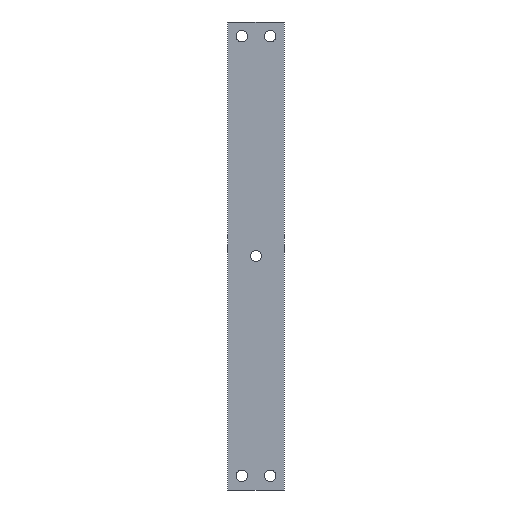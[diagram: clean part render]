
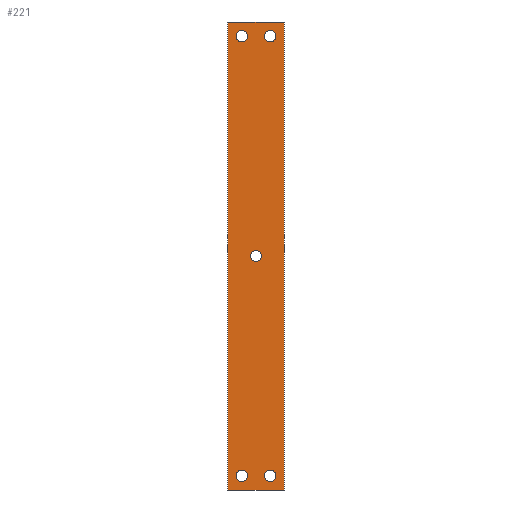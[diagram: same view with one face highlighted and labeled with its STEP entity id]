
A CAD part, front view. The second image highlights one B-rep face of the part: STEP entity #221.
In plain terms, the highlighted planar face has unit normal (0, -1, 0).
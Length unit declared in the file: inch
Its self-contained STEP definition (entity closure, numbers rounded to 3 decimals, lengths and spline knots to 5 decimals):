
#20=FACE_BOUND('',#58,.T.);
#21=FACE_BOUND('',#59,.T.);
#22=FACE_BOUND('',#60,.T.);
#23=FACE_BOUND('',#61,.T.);
#24=FACE_BOUND('',#62,.T.);
#30=PLANE('',#264);
#41=FACE_OUTER_BOUND('',#57,.T.);
#57=EDGE_LOOP('',(#197,#198,#199,#200));
#58=EDGE_LOOP('',(#201));
#59=EDGE_LOOP('',(#202));
#60=EDGE_LOOP('',(#203));
#61=EDGE_LOOP('',(#204));
#62=EDGE_LOOP('',(#205));
#68=LINE('',#360,#85);
#72=LINE('',#368,#89);
#75=LINE('',#374,#92);
#78=LINE('',#379,#95);
#85=VECTOR('',#304,0.3937);
#89=VECTOR('',#310,0.3937);
#92=VECTOR('',#315,0.3937);
#95=VECTOR('',#320,0.3937);
#98=CIRCLE('',#246,0.1);
#100=CIRCLE('',#249,0.1);
#102=CIRCLE('',#252,0.1);
#104=CIRCLE('',#255,0.1);
#106=CIRCLE('',#258,0.1);
#108=VERTEX_POINT('',#330);
#110=VERTEX_POINT('',#336);
#112=VERTEX_POINT('',#342);
#114=VERTEX_POINT('',#348);
#116=VERTEX_POINT('',#354);
#117=VERTEX_POINT('',#358);
#118=VERTEX_POINT('',#359);
#121=VERTEX_POINT('',#367);
#123=VERTEX_POINT('',#373);
#127=EDGE_CURVE('',#108,#108,#98,.T.);
#130=EDGE_CURVE('',#110,#110,#100,.T.);
#133=EDGE_CURVE('',#112,#112,#102,.T.);
#136=EDGE_CURVE('',#114,#114,#104,.T.);
#139=EDGE_CURVE('',#116,#116,#106,.T.);
#140=EDGE_CURVE('',#117,#118,#68,.T.);
#144=EDGE_CURVE('',#121,#117,#72,.T.);
#147=EDGE_CURVE('',#123,#121,#75,.T.);
#150=EDGE_CURVE('',#118,#123,#78,.T.);
#197=ORIENTED_EDGE('',*,*,#150,.F.);
#198=ORIENTED_EDGE('',*,*,#140,.F.);
#199=ORIENTED_EDGE('',*,*,#144,.F.);
#200=ORIENTED_EDGE('',*,*,#147,.F.);
#201=ORIENTED_EDGE('',*,*,#139,.F.);
#202=ORIENTED_EDGE('',*,*,#136,.F.);
#203=ORIENTED_EDGE('',*,*,#133,.F.);
#204=ORIENTED_EDGE('',*,*,#130,.F.);
#205=ORIENTED_EDGE('',*,*,#127,.F.);
#221=ADVANCED_FACE('',(#41,#20,#21,#22,#23,#24),#30,.F.);
#246=AXIS2_PLACEMENT_3D('',#332,#272,#273);
#249=AXIS2_PLACEMENT_3D('',#338,#279,#280);
#252=AXIS2_PLACEMENT_3D('',#344,#286,#287);
#255=AXIS2_PLACEMENT_3D('',#350,#293,#294);
#258=AXIS2_PLACEMENT_3D('',#356,#300,#301);
#264=AXIS2_PLACEMENT_3D('',#382,#324,#325);
#272=DIRECTION('center_axis',(0.,-1.,0.));
#273=DIRECTION('ref_axis',(1.,0.,0.));
#279=DIRECTION('center_axis',(0.,-1.,0.));
#280=DIRECTION('ref_axis',(1.,0.,0.));
#286=DIRECTION('center_axis',(0.,-1.,0.));
#287=DIRECTION('ref_axis',(1.,0.,0.));
#293=DIRECTION('center_axis',(0.,-1.,0.));
#294=DIRECTION('ref_axis',(1.,0.,0.));
#300=DIRECTION('center_axis',(0.,-1.,0.));
#301=DIRECTION('ref_axis',(1.,0.,0.));
#304=DIRECTION('',(0.,0.,-1.));
#310=DIRECTION('',(1.,0.,0.));
#315=DIRECTION('',(0.,0.,1.));
#320=DIRECTION('',(-1.,0.,0.));
#324=DIRECTION('center_axis',(0.,1.,0.));
#325=DIRECTION('ref_axis',(0.,0.,1.));
#330=CARTESIAN_POINT('',(-0.7275,0.,-2.34205));
#332=CARTESIAN_POINT('Origin',(-0.6275,0.,-2.34205));
#336=CARTESIAN_POINT('',(-0.4775,0.,-6.21705));
#338=CARTESIAN_POINT('Origin',(-0.3775,0.,-6.21705));
#342=CARTESIAN_POINT('',(-0.9775,0.,-6.21705));
#344=CARTESIAN_POINT('Origin',(-0.8775,0.,-6.21705));
#348=CARTESIAN_POINT('',(-0.9775,0.,1.53295));
#350=CARTESIAN_POINT('Origin',(-0.8775,0.,1.53295));
#354=CARTESIAN_POINT('',(-0.4775,0.,1.53295));
#356=CARTESIAN_POINT('Origin',(-0.3775,0.,1.53295));
#358=CARTESIAN_POINT('',(-0.1275,0.,1.78295));
#359=CARTESIAN_POINT('',(-0.1275,0.,-6.46705));
#360=CARTESIAN_POINT('',(-0.1275,0.,1.78295));
#367=CARTESIAN_POINT('',(-1.1275,0.,1.78295));
#368=CARTESIAN_POINT('',(-1.1275,0.,1.78295));
#373=CARTESIAN_POINT('',(-1.1275,0.,-6.46705));
#374=CARTESIAN_POINT('',(-1.1275,0.,-6.46705));
#379=CARTESIAN_POINT('',(-0.1275,0.,-6.46705));
#382=CARTESIAN_POINT('Origin',(-0.6275,0.,-2.34205));
